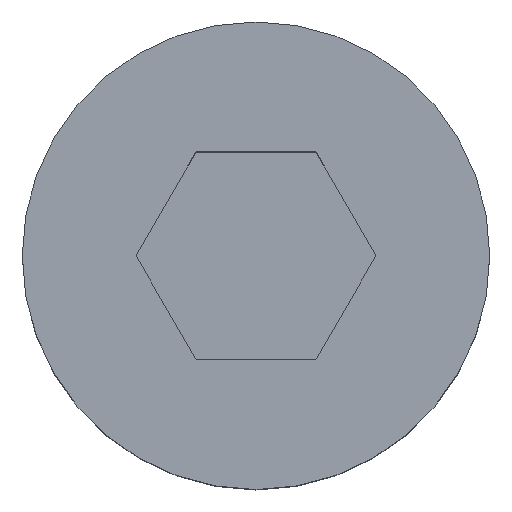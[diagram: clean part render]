
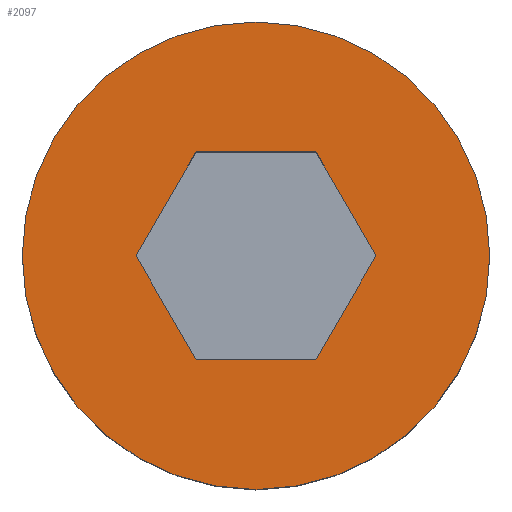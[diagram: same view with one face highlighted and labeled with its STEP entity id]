
A CAD part, top view. The second image highlights one B-rep face of the part: STEP entity #2097.
In plain terms, the highlighted planar face has unit normal (0, 0, 1).
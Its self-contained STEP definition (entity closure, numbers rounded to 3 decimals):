
#10 = DIRECTION ( 'NONE',  ( -1., 0., 0. ) ) ;
#14 = DIRECTION ( 'NONE',  ( -0.5, -0.866, 0. ) ) ;
#17 = CARTESIAN_POINT ( 'NONE',  ( -0.577, 1., 14.5 ) ) ;
#37 = CARTESIAN_POINT ( 'NONE',  ( 0.577, 1., 14.5 ) ) ;
#352 = CARTESIAN_POINT ( 'NONE',  ( 0.577, -1., 14.5 ) ) ;
#356 = CARTESIAN_POINT ( 'NONE',  ( -0.577, -1., 14.5 ) ) ;
#377 = CARTESIAN_POINT ( 'NONE',  ( -1.155, 0., 14.5 ) ) ;
#379 = CARTESIAN_POINT ( 'NONE',  ( 1.155, 0., 14.5 ) ) ;
#397 = EDGE_CURVE ( 'NONE', #3191, #3161, #2562, .T. ) ;
#412 = CARTESIAN_POINT ( 'NONE',  ( -0.577, 1., 14.5 ) ) ;
#437 = CARTESIAN_POINT ( 'NONE',  ( -2.25, 0., 14.5 ) ) ;
#452 = CARTESIAN_POINT ( 'NONE',  ( 2.25, 0., 14.5 ) ) ;
#454 = CARTESIAN_POINT ( 'NONE',  ( 0.577, 1., 14.5 ) ) ;
#635 = DIRECTION ( 'NONE',  ( 0.5, -0.866, 0. ) ) ;
#645 = DIRECTION ( 'NONE',  ( 1., 0., 0. ) ) ;
#652 = DIRECTION ( 'NONE',  ( 0.5, 0.866, 0. ) ) ;
#654 = DIRECTION ( 'NONE',  ( -0.5, 0.866, 0. ) ) ;
#658 = CARTESIAN_POINT ( 'NONE',  ( -1.155, 0., 14.5 ) ) ;
#660 = CARTESIAN_POINT ( 'NONE',  ( 1.155, 0., 14.5 ) ) ;
#692 = CARTESIAN_POINT ( 'NONE',  ( 0.577, -1., 14.5 ) ) ;
#696 = CARTESIAN_POINT ( 'NONE',  ( -0.577, -1., 14.5 ) ) ;
#747 = EDGE_CURVE ( 'NONE', #3161, #3191, #2412, .T. ) ;
#905 = EDGE_CURVE ( 'NONE', #3418, #3722, #2384, .T. ) ;
#913 = EDGE_CURVE ( 'NONE', #3378, #3418, #2398, .T. ) ;
#1148 = AXIS2_PLACEMENT_3D ( 'NONE', #4038, #4039, #4045 ) ;
#1520 = VECTOR ( 'NONE', #635, 1000. ) ;
#1528 = VECTOR ( 'NONE', #645, 1000. ) ;
#1531 = DIRECTION ( 'NONE',  ( 1., 0., 0. ) ) ;
#1532 = VECTOR ( 'NONE', #652, 1000. ) ;
#1538 = LINE ( 'NONE', #658, #1520 ) ;
#1540 = PLANE ( 'NONE',  #4453 ) ;
#1543 = VECTOR ( 'NONE', #654, 1000. ) ;
#1546 = LINE ( 'NONE', #696, #1528 ) ;
#1550 = LINE ( 'NONE', #660, #1543 ) ;
#1551 = CARTESIAN_POINT ( 'NONE',  ( 0., 0., 14.5 ) ) ;
#1553 = DIRECTION ( 'NONE',  ( 0., 0., 1. ) ) ;
#1558 = LINE ( 'NONE', #692, #1532 ) ;
#1632 = CARTESIAN_POINT ( 'NONE',  ( 0., 0., 14.5 ) ) ;
#1637 = DIRECTION ( 'NONE',  ( 0., 0., 1. ) ) ;
#1640 = DIRECTION ( 'NONE',  ( 1., 0., 0. ) ) ;
#1922 = FACE_OUTER_BOUND ( 'NONE', #4358, .T. ) ;
#2046 = EDGE_LOOP ( 'NONE', ( #4075, #4095, #4090, #2354, #4099, #4109 ) ) ;
#2097 = ADVANCED_FACE ( 'NONE', ( #2099, #1922 ), #1540, .T. ) ;
#2099 = FACE_BOUND ( 'NONE', #2046, .T. ) ;
#2108 = ORIENTED_EDGE ( 'NONE', *, *, #397, .T. ) ;
#2328 = AXIS2_PLACEMENT_3D ( 'NONE', #1632, #1637, #1640 ) ;
#2354 = ORIENTED_EDGE ( 'NONE', *, *, #2579, .F. ) ;
#2365 = VECTOR ( 'NONE', #10, 1000. ) ;
#2374 = VECTOR ( 'NONE', #14, 1000. ) ;
#2384 = LINE ( 'NONE', #17, #2374 ) ;
#2398 = LINE ( 'NONE', #37, #2365 ) ;
#2412 = CIRCLE ( 'NONE', #1148, 2.25 ) ;
#2562 = CIRCLE ( 'NONE', #2328, 2.25 ) ;
#2573 = EDGE_CURVE ( 'NONE', #3717, #3378, #1550, .T. ) ;
#2579 = EDGE_CURVE ( 'NONE', #3979, #3717, #1558, .T. ) ;
#2586 = EDGE_CURVE ( 'NONE', #3739, #3979, #1546, .T. ) ;
#2604 = EDGE_CURVE ( 'NONE', #3722, #3739, #1538, .T. ) ;
#3161 = VERTEX_POINT ( 'NONE', #437 ) ;
#3191 = VERTEX_POINT ( 'NONE', #452 ) ;
#3378 = VERTEX_POINT ( 'NONE', #454 ) ;
#3418 = VERTEX_POINT ( 'NONE', #412 ) ;
#3717 = VERTEX_POINT ( 'NONE', #379 ) ;
#3722 = VERTEX_POINT ( 'NONE', #377 ) ;
#3739 = VERTEX_POINT ( 'NONE', #356 ) ;
#3979 = VERTEX_POINT ( 'NONE', #352 ) ;
#4038 = CARTESIAN_POINT ( 'NONE',  ( 0., 0., 14.5 ) ) ;
#4039 = DIRECTION ( 'NONE',  ( 0., 0., 1. ) ) ;
#4045 = DIRECTION ( 'NONE',  ( 1., 0., 0. ) ) ;
#4075 = ORIENTED_EDGE ( 'NONE', *, *, #905, .F. ) ;
#4090 = ORIENTED_EDGE ( 'NONE', *, *, #2573, .F. ) ;
#4095 = ORIENTED_EDGE ( 'NONE', *, *, #913, .F. ) ;
#4099 = ORIENTED_EDGE ( 'NONE', *, *, #2586, .F. ) ;
#4109 = ORIENTED_EDGE ( 'NONE', *, *, #2604, .F. ) ;
#4120 = ORIENTED_EDGE ( 'NONE', *, *, #747, .T. ) ;
#4358 = EDGE_LOOP ( 'NONE', ( #4120, #2108 ) ) ;
#4453 = AXIS2_PLACEMENT_3D ( 'NONE', #1551, #1553, #1531 ) ;
